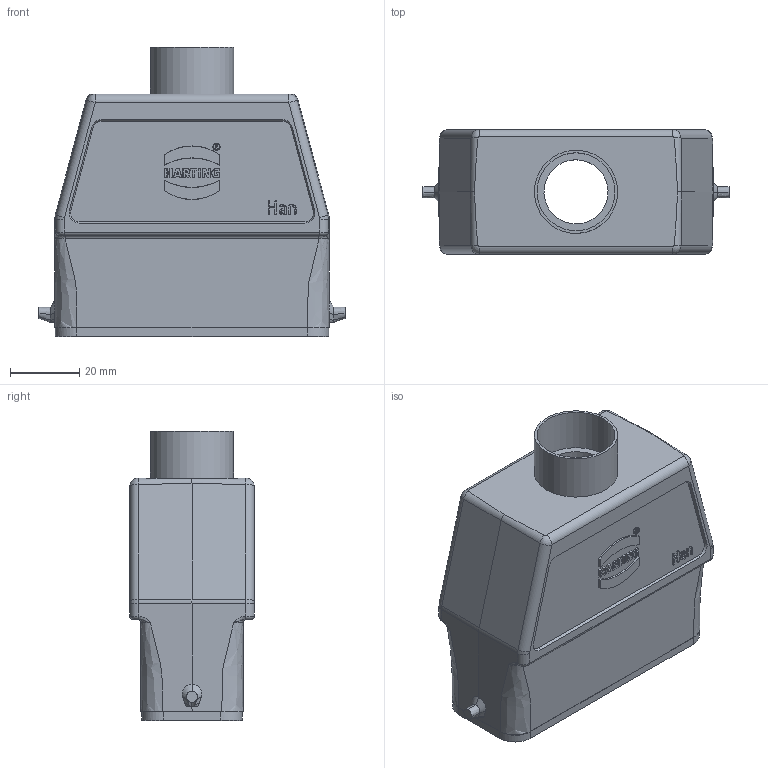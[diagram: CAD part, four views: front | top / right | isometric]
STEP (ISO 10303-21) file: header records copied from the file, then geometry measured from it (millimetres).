
FILE_DESCRIPTION(/* description */ (''),/* implementation_level */ '2;1');
FILE_NAME(/* name */ '100767021ugm000_a.stp',/* time_stamp */ '2018-08-09T17:08:21+02:00',/* author */ (''),/* organization */ (''),/* preprocessor_version */ 'ST-DEVELOPER v16.7',/* originating_system */ 'SIEMENS PLM Software NX 12.0',/* authorisation */ '');
FILE_SCHEMA (('AUTOMOTIVE_DESIGN { 1 0 10303 214 3 1 1 1 }'));
Length unit declared in the file: millimetre
Products named in the file (1): 100767021ugm000_a
Bounding box: 88.3 x 36 x 83.5 mm (x, y, z)
Volume: 67376.7 mm3; surface area: 33321.1 mm2
Topology: 1 solids, 1 shells, 388 faces, 1524 edges, 1729 vertices
Faces by surface type: plane 187, bspline 94, cylinder 79, cone 19, torus 5, sphere 4
Full cylindrical faces by diameter (mm): 3 x4, 18.5 x1, 22.5 x1, 24 x1
Entity records: 19627 total; most frequent: CARTESIAN_POINT 6890, ORIENTED_EDGE 1860, DIRECTION 1704, EDGE_CURVE 930, PRESENTATION_STYLE_ASSIGNMENT 721, LINE 642, VECTOR 642, VERTEX_POINT 584
